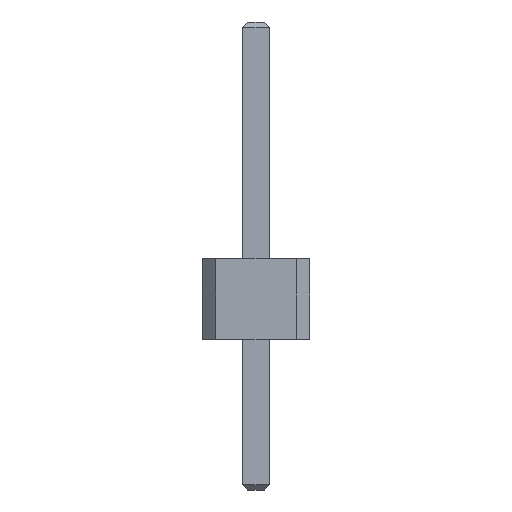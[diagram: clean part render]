
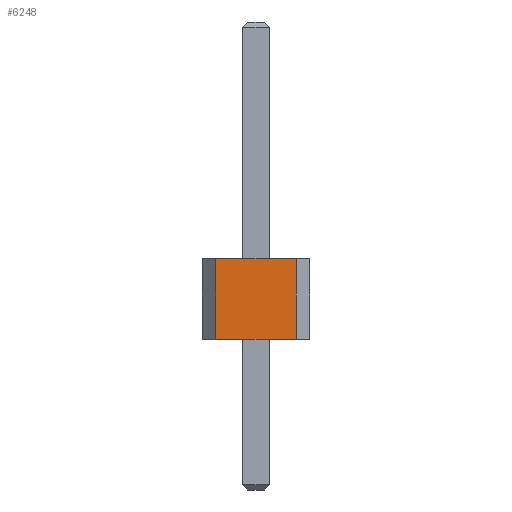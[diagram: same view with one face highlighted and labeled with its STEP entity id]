
A CAD part, front view. The second image highlights one B-rep face of the part: STEP entity #6248.
In plain terms, the highlighted planar face has unit normal (0, -1, 0).
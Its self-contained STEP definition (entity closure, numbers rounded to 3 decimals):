
#44 = PLANE('',#45);
#45 = AXIS2_PLACEMENT_3D('',#46,#47,#48);
#46 = CARTESIAN_POINT('',(-1.,0.75,0.));
#47 = DIRECTION('',(0.,0.,-1.));
#48 = DIRECTION('',(0.,1.,0.));
#100 = PLANE('',#101);
#101 = AXIS2_PLACEMENT_3D('',#102,#103,#104);
#102 = CARTESIAN_POINT('',(-1.,0.75,1.5));
#103 = DIRECTION('',(0.,0.,-1.));
#104 = DIRECTION('',(-1.,0.,0.));
#917 = VERTEX_POINT('',#918);
#918 = CARTESIAN_POINT('',(0.75,-17.,0.));
#932 = PLANE('',#933);
#933 = AXIS2_PLACEMENT_3D('',#934,#935,#936);
#934 = CARTESIAN_POINT('',(0.875,-16.875,0.));
#935 = DIRECTION('',(0.707,-0.707,0.));
#936 = DIRECTION('',(0.,0.,-1.));
#944 = EDGE_CURVE('',#945,#917,#947,.T.);
#945 = VERTEX_POINT('',#946);
#946 = CARTESIAN_POINT('',(-0.75,-17.,0.));
#947 = SURFACE_CURVE('',#948,(#952,#959),.PCURVE_S1.);
#948 = LINE('',#949,#950);
#949 = CARTESIAN_POINT('',(-1.,-17.,0.));
#950 = VECTOR('',#951,1.);
#951 = DIRECTION('',(1.,0.,0.));
#952 = PCURVE('',#44,#953);
#953 = DEFINITIONAL_REPRESENTATION('',(#954),#958);
#954 = LINE('',#955,#956);
#955 = CARTESIAN_POINT('',(-17.75,0.));
#956 = VECTOR('',#957,1.);
#957 = DIRECTION('',(0.,1.));
#958 = ( GEOMETRIC_REPRESENTATION_CONTEXT(2) 
PARAMETRIC_REPRESENTATION_CONTEXT() REPRESENTATION_CONTEXT('2D SPACE',''
  ) );
#959 = PCURVE('',#960,#965);
#960 = PLANE('',#961);
#961 = AXIS2_PLACEMENT_3D('',#962,#963,#964);
#962 = CARTESIAN_POINT('',(-1.,-17.,0.));
#963 = DIRECTION('',(0.,1.,0.));
#964 = DIRECTION('',(1.,0.,0.));
#965 = DEFINITIONAL_REPRESENTATION('',(#966),#970);
#966 = LINE('',#967,#968);
#967 = CARTESIAN_POINT('',(0.,0.));
#968 = VECTOR('',#969,1.);
#969 = DIRECTION('',(1.,0.));
#970 = ( GEOMETRIC_REPRESENTATION_CONTEXT(2) 
PARAMETRIC_REPRESENTATION_CONTEXT() REPRESENTATION_CONTEXT('2D SPACE',''
  ) );
#988 = PLANE('',#989);
#989 = AXIS2_PLACEMENT_3D('',#990,#991,#992);
#990 = CARTESIAN_POINT('',(-0.875,-16.875,0.));
#991 = DIRECTION('',(-0.707,-0.707,0.));
#992 = DIRECTION('',(0.,0.,-1.));
#3327 = VERTEX_POINT('',#3328);
#3328 = CARTESIAN_POINT('',(0.75,-17.,1.5));
#3349 = EDGE_CURVE('',#3350,#3327,#3352,.T.);
#3350 = VERTEX_POINT('',#3351);
#3351 = CARTESIAN_POINT('',(-0.75,-17.,1.5));
#3352 = SURFACE_CURVE('',#3353,(#3357,#3364),.PCURVE_S1.);
#3353 = LINE('',#3354,#3355);
#3354 = CARTESIAN_POINT('',(-1.,-17.,1.5));
#3355 = VECTOR('',#3356,1.);
#3356 = DIRECTION('',(1.,0.,0.));
#3357 = PCURVE('',#100,#3358);
#3358 = DEFINITIONAL_REPRESENTATION('',(#3359),#3363);
#3359 = LINE('',#3360,#3361);
#3360 = CARTESIAN_POINT('',(0.,-17.75));
#3361 = VECTOR('',#3362,1.);
#3362 = DIRECTION('',(-1.,0.));
#3363 = ( GEOMETRIC_REPRESENTATION_CONTEXT(2) 
PARAMETRIC_REPRESENTATION_CONTEXT() REPRESENTATION_CONTEXT('2D SPACE',''
  ) );
#3364 = PCURVE('',#960,#3365);
#3365 = DEFINITIONAL_REPRESENTATION('',(#3366),#3370);
#3366 = LINE('',#3367,#3368);
#3367 = CARTESIAN_POINT('',(0.,-1.5));
#3368 = VECTOR('',#3369,1.);
#3369 = DIRECTION('',(1.,0.));
#3370 = ( GEOMETRIC_REPRESENTATION_CONTEXT(2) 
PARAMETRIC_REPRESENTATION_CONTEXT() REPRESENTATION_CONTEXT('2D SPACE',''
  ) );
#6228 = EDGE_CURVE('',#945,#3350,#6229,.T.);
#6229 = SURFACE_CURVE('',#6230,(#6234,#6241),.PCURVE_S1.);
#6230 = LINE('',#6231,#6232);
#6231 = CARTESIAN_POINT('',(-0.75,-17.,0.));
#6232 = VECTOR('',#6233,1.);
#6233 = DIRECTION('',(0.,0.,1.));
#6234 = PCURVE('',#988,#6235);
#6235 = DEFINITIONAL_REPRESENTATION('',(#6236),#6240);
#6236 = LINE('',#6237,#6238);
#6237 = CARTESIAN_POINT('',(0.,0.177));
#6238 = VECTOR('',#6239,1.);
#6239 = DIRECTION('',(-1.,0.));
#6240 = ( GEOMETRIC_REPRESENTATION_CONTEXT(2) 
PARAMETRIC_REPRESENTATION_CONTEXT() REPRESENTATION_CONTEXT('2D SPACE',''
  ) );
#6241 = PCURVE('',#960,#6242);
#6242 = DEFINITIONAL_REPRESENTATION('',(#6243),#6247);
#6243 = LINE('',#6244,#6245);
#6244 = CARTESIAN_POINT('',(0.25,0.));
#6245 = VECTOR('',#6246,1.);
#6246 = DIRECTION('',(0.,-1.));
#6247 = ( GEOMETRIC_REPRESENTATION_CONTEXT(2) 
PARAMETRIC_REPRESENTATION_CONTEXT() REPRESENTATION_CONTEXT('2D SPACE',''
  ) );
#6248 = ADVANCED_FACE('',(#6249),#960,.F.);
#6249 = FACE_BOUND('',#6250,.F.);
#6250 = EDGE_LOOP('',(#6251,#6252,#6253,#6254));
#6251 = ORIENTED_EDGE('',*,*,#944,.F.);
#6252 = ORIENTED_EDGE('',*,*,#6228,.T.);
#6253 = ORIENTED_EDGE('',*,*,#3349,.T.);
#6254 = ORIENTED_EDGE('',*,*,#6255,.F.);
#6255 = EDGE_CURVE('',#917,#3327,#6256,.T.);
#6256 = SURFACE_CURVE('',#6257,(#6261,#6268),.PCURVE_S1.);
#6257 = LINE('',#6258,#6259);
#6258 = CARTESIAN_POINT('',(0.75,-17.,0.));
#6259 = VECTOR('',#6260,1.);
#6260 = DIRECTION('',(0.,0.,1.));
#6261 = PCURVE('',#960,#6262);
#6262 = DEFINITIONAL_REPRESENTATION('',(#6263),#6267);
#6263 = LINE('',#6264,#6265);
#6264 = CARTESIAN_POINT('',(1.75,0.));
#6265 = VECTOR('',#6266,1.);
#6266 = DIRECTION('',(0.,-1.));
#6267 = ( GEOMETRIC_REPRESENTATION_CONTEXT(2) 
PARAMETRIC_REPRESENTATION_CONTEXT() REPRESENTATION_CONTEXT('2D SPACE',''
  ) );
#6268 = PCURVE('',#932,#6269);
#6269 = DEFINITIONAL_REPRESENTATION('',(#6270),#6274);
#6270 = LINE('',#6271,#6272);
#6271 = CARTESIAN_POINT('',(0.,-0.177));
#6272 = VECTOR('',#6273,1.);
#6273 = DIRECTION('',(-1.,0.));
#6274 = ( GEOMETRIC_REPRESENTATION_CONTEXT(2) 
PARAMETRIC_REPRESENTATION_CONTEXT() REPRESENTATION_CONTEXT('2D SPACE',''
  ) );
